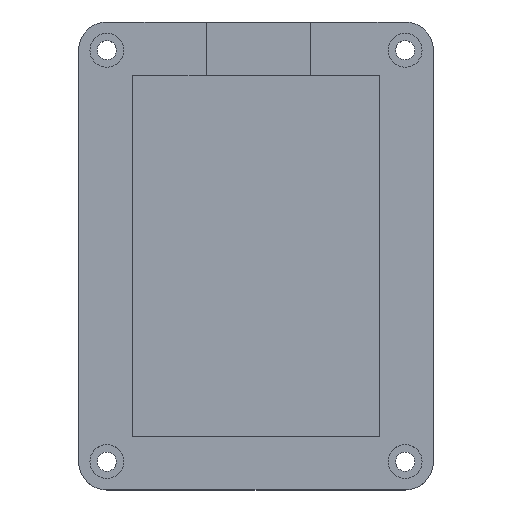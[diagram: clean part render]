
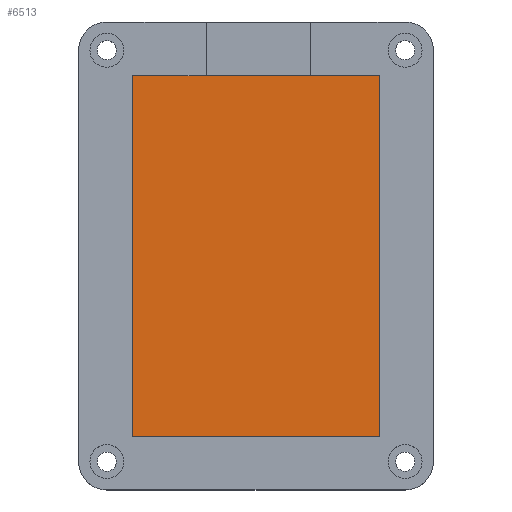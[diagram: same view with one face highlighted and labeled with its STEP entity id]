
A CAD part, top view. The second image highlights one B-rep face of the part: STEP entity #6513.
In plain terms, the highlighted planar face has unit normal (0, 0, 1).
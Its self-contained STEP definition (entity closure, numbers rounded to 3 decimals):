
#1043=FACE_OUTER_BOUND('',#1425,.T.);
#1425=EDGE_LOOP('',(#5964,#5965,#5966,#5967));
#1966=LINE('',#12984,#2492);
#1968=LINE('',#12989,#2494);
#1969=LINE('',#12990,#2495);
#1970=LINE('',#12991,#2496);
#2492=VECTOR('',#7525,10.);
#2494=VECTOR('',#7529,10.);
#2495=VECTOR('',#7530,10.);
#2496=VECTOR('',#7531,10.);
#3135=VERTEX_POINT('',#12981);
#3136=VERTEX_POINT('',#12983);
#3137=VERTEX_POINT('',#12987);
#3138=VERTEX_POINT('',#12988);
#4086=EDGE_CURVE('',#3135,#3136,#1966,.T.);
#4088=EDGE_CURVE('',#3137,#3138,#1968,.T.);
#4089=EDGE_CURVE('',#3136,#3137,#1969,.T.);
#4090=EDGE_CURVE('',#3138,#3135,#1970,.T.);
#5964=ORIENTED_EDGE('',*,*,#4088,.F.);
#5965=ORIENTED_EDGE('',*,*,#4089,.F.);
#5966=ORIENTED_EDGE('',*,*,#4086,.F.);
#5967=ORIENTED_EDGE('',*,*,#4090,.F.);
#6172=PLANE('',#6693);
#6513=ADVANCED_FACE('',(#1043),#6172,.T.);
#6693=AXIS2_PLACEMENT_3D('',#12986,#7527,#7528);
#7525=DIRECTION('',(1.,0.,0.));
#7527=DIRECTION('center_axis',(0.,0.,1.));
#7528=DIRECTION('ref_axis',(1.,0.,0.));
#7529=DIRECTION('',(-1.,0.,0.));
#7530=DIRECTION('',(0.,-1.,0.));
#7531=DIRECTION('',(0.,1.,0.));
#12981=CARTESIAN_POINT('',(0.,0.,3.));
#12983=CARTESIAN_POINT('',(43.862,0.,3.));
#12984=CARTESIAN_POINT('',(10.966,0.,3.));
#12986=CARTESIAN_POINT('Origin',(21.931,-31.957,3.));
#12987=CARTESIAN_POINT('',(43.862,-63.913,3.));
#12988=CARTESIAN_POINT('',(0.,-63.913,3.));
#12989=CARTESIAN_POINT('',(32.897,-63.913,3.));
#12990=CARTESIAN_POINT('',(43.862,-15.978,3.));
#12991=CARTESIAN_POINT('',(0.,-47.935,3.));
